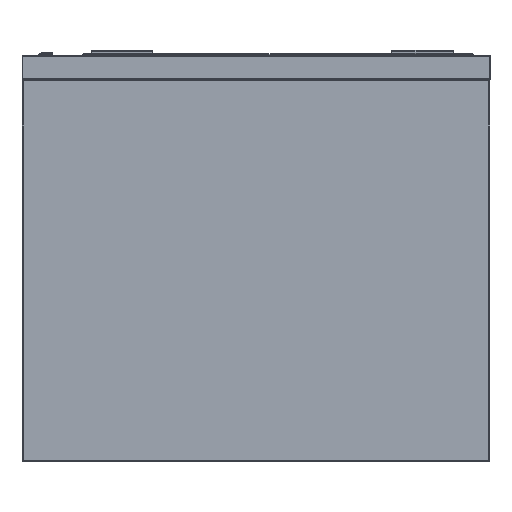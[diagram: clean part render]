
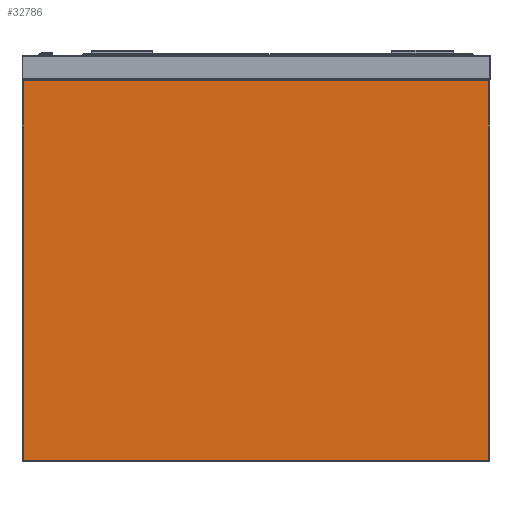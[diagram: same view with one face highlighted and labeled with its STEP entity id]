
A CAD part, left-side view. The second image highlights one B-rep face of the part: STEP entity #32786.
In plain terms, the highlighted planar face has unit normal (-1, 0, 0).
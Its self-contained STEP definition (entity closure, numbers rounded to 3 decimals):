
#205 = EDGE_CURVE ( 'NONE', #3462, #21797, #16456, .T. ) ;
#618 = PLANE ( 'NONE',  #24287 ) ;
#1712 = CARTESIAN_POINT ( 'NONE',  ( -750., -378., -42. ) ) ;
#1988 = EDGE_CURVE ( 'NONE', #17000, #27800, #26215, .T. ) ;
#3462 = VERTEX_POINT ( 'NONE', #1712 ) ;
#4185 = ORIENTED_EDGE ( 'NONE', *, *, #33286, .T. ) ;
#4913 = VECTOR ( 'NONE', #26588, 1000. ) ;
#6594 = VECTOR ( 'NONE', #34327, 1000. ) ;
#9850 = CARTESIAN_POINT ( 'NONE',  ( -750., -378., -660. ) ) ;
#10035 = LINE ( 'NONE', #9850, #32605 ) ;
#11934 = FACE_OUTER_BOUND ( 'NONE', #29279, .T. ) ;
#13907 = ORIENTED_EDGE ( 'NONE', *, *, #35317, .T. ) ;
#16456 = LINE ( 'NONE', #27204, #19327 ) ;
#17000 = VERTEX_POINT ( 'NONE', #33732 ) ;
#17815 = CARTESIAN_POINT ( 'NONE',  ( -750., 378., -660. ) ) ;
#18856 = DIRECTION ( 'NONE',  ( 0., 1., 0. ) ) ;
#19327 = VECTOR ( 'NONE', #18856, 1000. ) ;
#20621 = DIRECTION ( 'NONE',  ( -1., 0., 0. ) ) ;
#20720 = ORIENTED_EDGE ( 'NONE', *, *, #1988, .T. ) ;
#21797 = VERTEX_POINT ( 'NONE', #31151 ) ;
#23243 = CARTESIAN_POINT ( 'NONE',  ( -750., -380., -660. ) ) ;
#24287 = AXIS2_PLACEMENT_3D ( 'NONE', #23243, #20621, #34543 ) ;
#24810 = CARTESIAN_POINT ( 'NONE',  ( -750., -378., -658. ) ) ;
#26169 = LINE ( 'NONE', #17815, #6594 ) ;
#26215 = LINE ( 'NONE', #32505, #4913 ) ;
#26588 = DIRECTION ( 'NONE',  ( 0., -1., 0. ) ) ;
#27204 = CARTESIAN_POINT ( 'NONE',  ( -750., 380., -42. ) ) ;
#27800 = VERTEX_POINT ( 'NONE', #24810 ) ;
#29279 = EDGE_LOOP ( 'NONE', ( #4185, #35041, #13907, #20720 ) ) ;
#31151 = CARTESIAN_POINT ( 'NONE',  ( -750., 378., -42. ) ) ;
#32505 = CARTESIAN_POINT ( 'NONE',  ( -750., -380., -658. ) ) ;
#32605 = VECTOR ( 'NONE', #33108, 1000. ) ;
#32786 = ADVANCED_FACE ( 'Fl�che7', ( #11934 ), #618, .T. ) ;
#33108 = DIRECTION ( 'NONE',  ( 0., 0., 1. ) ) ;
#33286 = EDGE_CURVE ( 'NONE', #27800, #3462, #10035, .T. ) ;
#33732 = CARTESIAN_POINT ( 'NONE',  ( -750., 378., -658. ) ) ;
#34327 = DIRECTION ( 'NONE',  ( 0., 0., -1. ) ) ;
#34543 = DIRECTION ( 'NONE',  ( 0., 0., 1. ) ) ;
#35041 = ORIENTED_EDGE ( 'NONE', *, *, #205, .T. ) ;
#35317 = EDGE_CURVE ( 'NONE', #21797, #17000, #26169, .T. ) ;
